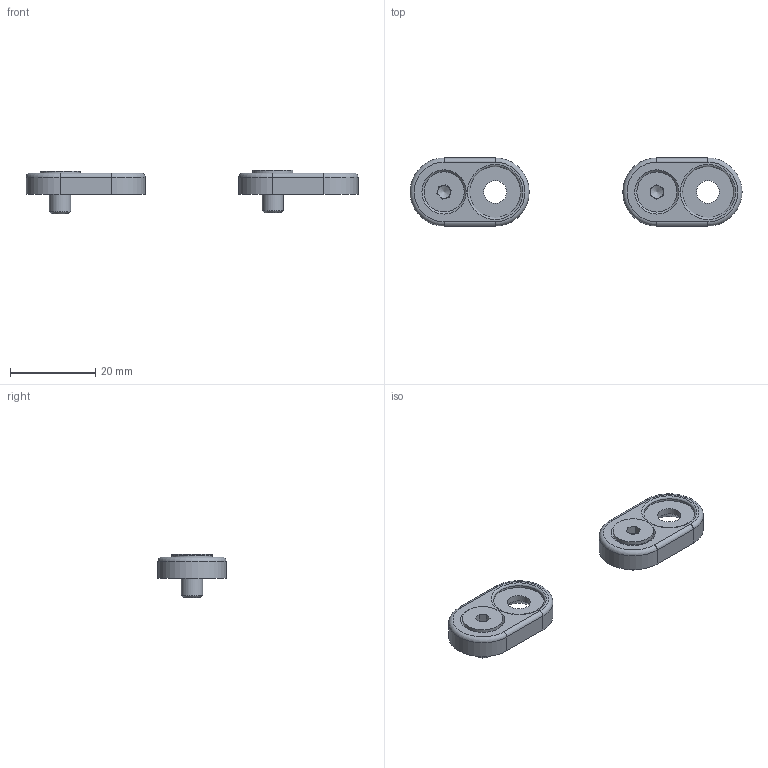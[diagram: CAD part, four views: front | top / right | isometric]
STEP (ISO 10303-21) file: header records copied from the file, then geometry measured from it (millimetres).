
FILE_DESCRIPTION(/* description */ ('STEP AP214'),/* implementation_level */ '2;1');
FILE_NAME(/* name */ '092330',/* time_stamp */ '2022-08-11T14:05:33+02:00',/* author */ ('License CC BY-ND 4.0'),/* organization */ ('CADENAS'),/* preprocessor_version */ 'ST-DEVELOPER v18.102',/* originating_system */ 'PARTsolutions',/* authorisation */ ' ');
FILE_SCHEMA (('AUTOMOTIVE_DESIGN {1 0 10303 214 3 1 1}'));
Length unit declared in the file: millimetre
Products named in the file (3): 092330; 092330-p2; 092330-p1
Assembly tree (4 placements, depth 2):
  092330
    092330-p2  x2
    092330-p1  x2
Bounding box: 78 x 16 x 10.28 mm (x, y, z)
Volume: 3524.5 mm3; surface area: 2987.5 mm2
Topology: 4 solids, 4 shells, 74 faces, 162 edges, 98 vertices
Faces by surface type: plane 38, cylinder 18, cone 10, torus 8
Full cylindrical faces by diameter (mm): 5 x2, 5.4 x4, 9.43 x2, 11.974 x2
Entity records: 1013 total; most frequent: DIRECTION 180, CARTESIAN_POINT 153, ORIENTED_EDGE 130, AXIS2_PLACEMENT_3D 73, EDGE_CURVE 65, FACE_BOUND 55, EDGE_LOOP 54, VERTEX_POINT 46
